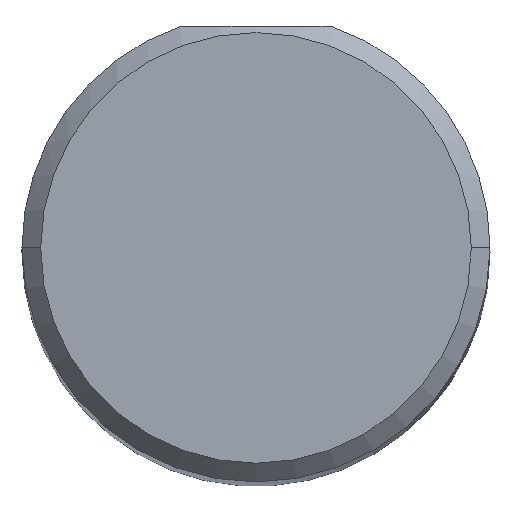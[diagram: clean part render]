
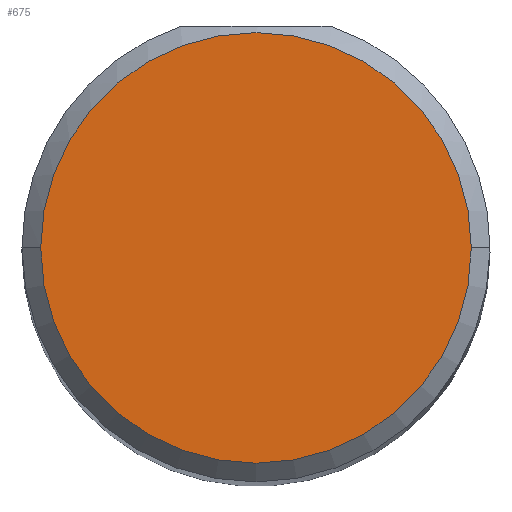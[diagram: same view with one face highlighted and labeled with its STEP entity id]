
A CAD part, top view. The second image highlights one B-rep face of the part: STEP entity #675.
In plain terms, the highlighted planar face has unit normal (0, 0, 1).
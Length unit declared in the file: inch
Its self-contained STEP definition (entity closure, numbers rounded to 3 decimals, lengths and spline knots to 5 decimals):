
#5 = AXIS2_PLACEMENT_3D ( 'NONE', #57, #681, #232 ) ;
#29 = AXIS2_PLACEMENT_3D ( 'NONE', #596, #82, #127 ) ;
#57 = CARTESIAN_POINT ( 'NONE',  ( 0., 0., 2.5 ) ) ;
#82 = DIRECTION ( 'NONE',  ( 0., 0., 1. ) ) ;
#127 = DIRECTION ( 'NONE',  ( 1., 0., 0. ) ) ;
#142 = CARTESIAN_POINT ( 'NONE',  ( -0.1725, 0., 2.5 ) ) ;
#232 = DIRECTION ( 'NONE',  ( 1., 0., 0. ) ) ;
#287 = VERTEX_POINT ( 'NONE', #142 ) ;
#337 = ORIENTED_EDGE ( 'NONE', *, *, #521, .T. ) ;
#343 = CARTESIAN_POINT ( 'NONE',  ( 0., 0., 2.5 ) ) ;
#379 = VERTEX_POINT ( 'NONE', #435 ) ;
#406 = FACE_OUTER_BOUND ( 'NONE', #730, .T. ) ;
#435 = CARTESIAN_POINT ( 'NONE',  ( 0.1725, 0., 2.5 ) ) ;
#464 = PLANE ( 'NONE',  #29 ) ;
#491 = CIRCLE ( 'NONE', #558, 0.1725 ) ;
#521 = EDGE_CURVE ( 'NONE', #379, #287, #619, .T. ) ;
#558 = AXIS2_PLACEMENT_3D ( 'NONE', #343, #620, #579 ) ;
#561 = ORIENTED_EDGE ( 'NONE', *, *, #598, .T. ) ;
#579 = DIRECTION ( 'NONE',  ( 1., 0., 0. ) ) ;
#596 = CARTESIAN_POINT ( 'NONE',  ( 0., 0., 2.5 ) ) ;
#598 = EDGE_CURVE ( 'NONE', #287, #379, #491, .T. ) ;
#619 = CIRCLE ( 'NONE', #5, 0.1725 ) ;
#620 = DIRECTION ( 'NONE',  ( 0., 0., 1. ) ) ;
#675 = ADVANCED_FACE ( 'NONE', ( #406 ), #464, .T. ) ;
#681 = DIRECTION ( 'NONE',  ( 0., 0., 1. ) ) ;
#730 = EDGE_LOOP ( 'NONE', ( #561, #337 ) ) ;
